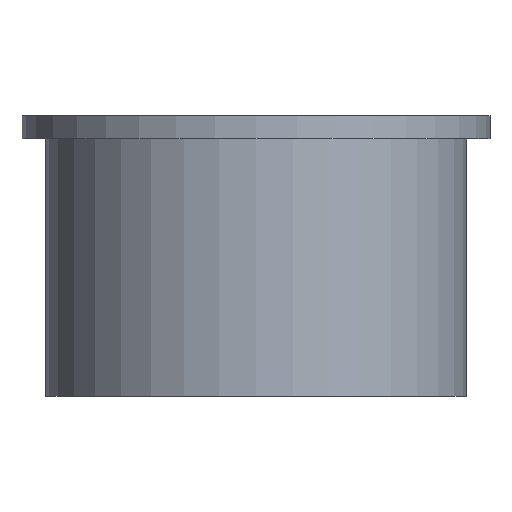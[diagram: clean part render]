
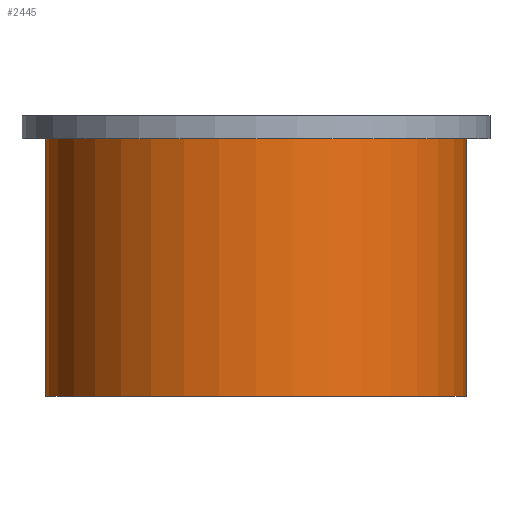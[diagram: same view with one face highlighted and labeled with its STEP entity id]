
A CAD part, front view. The second image highlights one B-rep face of the part: STEP entity #2445.
In plain terms, the highlighted cylindrical face has radius 9 mm (diameter 18 mm), a partial arc.
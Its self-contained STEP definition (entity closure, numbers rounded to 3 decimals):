
#176 = CIRCLE ( 'NONE', #2174, 9. ) ;
#192 = VERTEX_POINT ( 'NONE', #2196 ) ;
#414 = VERTEX_POINT ( 'NONE', #576 ) ;
#432 = VECTOR ( 'NONE', #834, 1000. ) ;
#433 = DIRECTION ( 'NONE',  ( 1., 0., 0. ) ) ;
#469 = CARTESIAN_POINT ( 'NONE',  ( 0., 0., 0. ) ) ;
#477 = ORIENTED_EDGE ( 'NONE', *, *, #2068, .F. ) ;
#576 = CARTESIAN_POINT ( 'NONE',  ( 9., 0., 0. ) ) ;
#654 = DIRECTION ( 'NONE',  ( 0., 0., 1. ) ) ;
#668 = CARTESIAN_POINT ( 'NONE',  ( 0., 0., -11. ) ) ;
#834 = DIRECTION ( 'NONE',  ( 0., 0., 1. ) ) ;
#841 = EDGE_CURVE ( 'NONE', #3005, #192, #1635, .T. ) ;
#886 = FACE_OUTER_BOUND ( 'NONE', #2847, .T. ) ;
#1122 = VERTEX_POINT ( 'NONE', #2342 ) ;
#1142 = ORIENTED_EDGE ( 'NONE', *, *, #1974, .T. ) ;
#1376 = DIRECTION ( 'NONE',  ( 0., 0., -1. ) ) ;
#1493 = CARTESIAN_POINT ( 'NONE',  ( 9., 0., -11. ) ) ;
#1532 = AXIS2_PLACEMENT_3D ( 'NONE', #668, #654, #433 ) ;
#1635 = LINE ( 'NONE', #2867, #3006 ) ;
#1897 = CARTESIAN_POINT ( 'NONE',  ( 0., 0., -11. ) ) ;
#1974 = EDGE_CURVE ( 'NONE', #414, #192, #2299, .T. ) ;
#1999 = AXIS2_PLACEMENT_3D ( 'NONE', #469, #1376, #3053 ) ;
#2068 = EDGE_CURVE ( 'NONE', #1122, #3005, #176, .T. ) ;
#2174 = AXIS2_PLACEMENT_3D ( 'NONE', #1897, #2331, #2348 ) ;
#2196 = CARTESIAN_POINT ( 'NONE',  ( -9., 0., 0. ) ) ;
#2299 = CIRCLE ( 'NONE', #1999, 9. ) ;
#2331 = DIRECTION ( 'NONE',  ( 0., 0., -1. ) ) ;
#2342 = CARTESIAN_POINT ( 'NONE',  ( 9., 0., -11. ) ) ;
#2348 = DIRECTION ( 'NONE',  ( -1., 0., 0. ) ) ;
#2353 = DIRECTION ( 'NONE',  ( 0., 0., 1. ) ) ;
#2445 = ADVANCED_FACE ( 'NONE', ( #886 ), #3012, .T. ) ;
#2624 = ORIENTED_EDGE ( 'NONE', *, *, #841, .F. ) ;
#2682 = EDGE_CURVE ( 'NONE', #1122, #414, #2743, .T. ) ;
#2743 = LINE ( 'NONE', #1493, #432 ) ;
#2847 = EDGE_LOOP ( 'NONE', ( #2624, #477, #2949, #1142 ) ) ;
#2867 = CARTESIAN_POINT ( 'NONE',  ( -9., 0., -11. ) ) ;
#2949 = ORIENTED_EDGE ( 'NONE', *, *, #2682, .T. ) ;
#3005 = VERTEX_POINT ( 'NONE', #3051 ) ;
#3006 = VECTOR ( 'NONE', #2353, 1000. ) ;
#3012 = CYLINDRICAL_SURFACE ( 'NONE', #1532, 9. ) ;
#3051 = CARTESIAN_POINT ( 'NONE',  ( -9., 0., -11. ) ) ;
#3053 = DIRECTION ( 'NONE',  ( -1., 0., 0. ) ) ;
